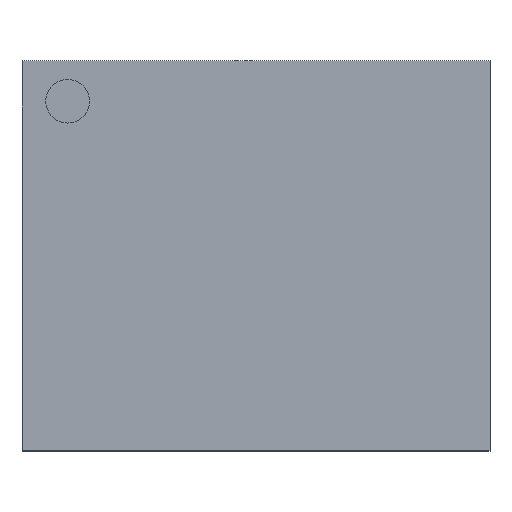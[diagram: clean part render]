
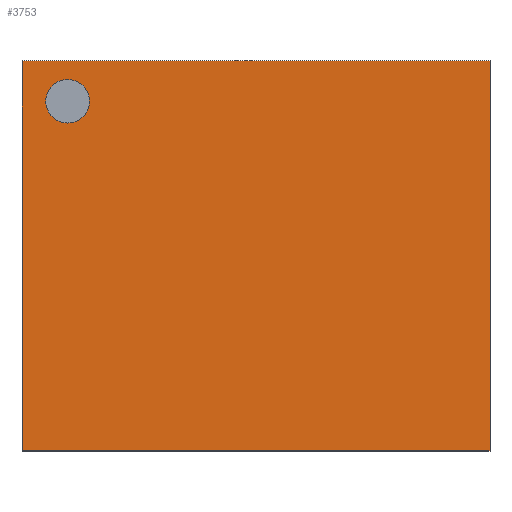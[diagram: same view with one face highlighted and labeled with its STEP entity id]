
A CAD part, top view. The second image highlights one B-rep face of the part: STEP entity #3753.
In plain terms, the highlighted planar face has unit normal (0, 0, 1).
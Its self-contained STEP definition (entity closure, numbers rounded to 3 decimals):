
#134 = DIRECTION ( 'NONE',  ( 1., 0., 0. ) ) ;
#370 = LINE ( 'NONE', #4181, #6578 ) ;
#590 = CARTESIAN_POINT ( 'NONE',  ( -1.207, 0.991, 0.66 ) ) ;
#666 = VERTEX_POINT ( 'NONE', #2109 ) ;
#790 = DIRECTION ( 'NONE',  ( 0., 0., 1. ) ) ;
#829 = VECTOR ( 'NONE', #4548, 1000. ) ;
#896 = CARTESIAN_POINT ( 'NONE',  ( 1.5, 1.25, 0.66 ) ) ;
#950 = ORIENTED_EDGE ( 'NONE', *, *, #1617, .T. ) ;
#1116 = VERTEX_POINT ( 'NONE', #896 ) ;
#1177 = CARTESIAN_POINT ( 'NONE',  ( -1.5, -1.25, 0.66 ) ) ;
#1246 = FACE_BOUND ( 'NONE', #2693, .T. ) ;
#1278 = DIRECTION ( 'NONE',  ( 1., 0., 0. ) ) ;
#1344 = LINE ( 'NONE', #2346, #829 ) ;
#1400 = PLANE ( 'NONE',  #4807 ) ;
#1617 = EDGE_CURVE ( 'NONE', #4176, #666, #370, .T. ) ;
#1697 = ORIENTED_EDGE ( 'NONE', *, *, #3548, .T. ) ;
#1723 = CIRCLE ( 'NONE', #5464, 0.14 ) ;
#1733 = VECTOR ( 'NONE', #134, 1000. ) ;
#1746 = AXIS2_PLACEMENT_3D ( 'NONE', #590, #2171, #4416 ) ;
#1905 = DIRECTION ( 'NONE',  ( 0., -1., 0. ) ) ;
#1910 = EDGE_CURVE ( 'NONE', #1925, #1116, #5826, .T. ) ;
#1925 = VERTEX_POINT ( 'NONE', #5698 ) ;
#1943 = DIRECTION ( 'NONE',  ( 1., 0., 0. ) ) ;
#2109 = CARTESIAN_POINT ( 'NONE',  ( -1.5, -1.25, 0.66 ) ) ;
#2171 = DIRECTION ( 'NONE',  ( 0., 0., 1. ) ) ;
#2346 = CARTESIAN_POINT ( 'NONE',  ( -1.5, 1.25, 0.66 ) ) ;
#2412 = CARTESIAN_POINT ( 'NONE',  ( 1.5, 1.25, 0.66 ) ) ;
#2568 = ORIENTED_EDGE ( 'NONE', *, *, #3011, .F. ) ;
#2693 = EDGE_LOOP ( 'NONE', ( #2568, #6600 ) ) ;
#2782 = VECTOR ( 'NONE', #6277, 1000. ) ;
#3011 = EDGE_CURVE ( 'NONE', #5997, #5782, #5840, .T. ) ;
#3186 = LINE ( 'NONE', #1177, #1733 ) ;
#3310 = EDGE_LOOP ( 'NONE', ( #3568, #1697, #950, #3505 ) ) ;
#3505 = ORIENTED_EDGE ( 'NONE', *, *, #5873, .T. ) ;
#3548 = EDGE_CURVE ( 'NONE', #1116, #4176, #1344, .T. ) ;
#3568 = ORIENTED_EDGE ( 'NONE', *, *, #1910, .T. ) ;
#3753 = ADVANCED_FACE ( 'NONE', ( #1246, #6336 ), #1400, .T. ) ;
#3797 = CARTESIAN_POINT ( 'NONE',  ( -1.348, 0.991, 0.66 ) ) ;
#4176 = VERTEX_POINT ( 'NONE', #6527 ) ;
#4181 = CARTESIAN_POINT ( 'NONE',  ( -1.5, 1.25, 0.66 ) ) ;
#4416 = DIRECTION ( 'NONE',  ( 1., 0., 0. ) ) ;
#4548 = DIRECTION ( 'NONE',  ( -1., 0., 0. ) ) ;
#4807 = AXIS2_PLACEMENT_3D ( 'NONE', #5263, #790, #1943 ) ;
#5152 = DIRECTION ( 'NONE',  ( 0., 0., 1. ) ) ;
#5263 = CARTESIAN_POINT ( 'NONE',  ( 0., 0., 0.66 ) ) ;
#5464 = AXIS2_PLACEMENT_3D ( 'NONE', #5692, #5152, #1278 ) ;
#5692 = CARTESIAN_POINT ( 'NONE',  ( -1.207, 0.991, 0.66 ) ) ;
#5698 = CARTESIAN_POINT ( 'NONE',  ( 1.5, -1.25, 0.66 ) ) ;
#5782 = VERTEX_POINT ( 'NONE', #3797 ) ;
#5826 = LINE ( 'NONE', #2412, #2782 ) ;
#5840 = CIRCLE ( 'NONE', #1746, 0.14 ) ;
#5873 = EDGE_CURVE ( 'NONE', #666, #1925, #3186, .T. ) ;
#5997 = VERTEX_POINT ( 'NONE', #6591 ) ;
#6162 = EDGE_CURVE ( 'NONE', #5782, #5997, #1723, .T. ) ;
#6277 = DIRECTION ( 'NONE',  ( 0., 1., 0. ) ) ;
#6336 = FACE_OUTER_BOUND ( 'NONE', #3310, .T. ) ;
#6527 = CARTESIAN_POINT ( 'NONE',  ( -1.5, 1.25, 0.66 ) ) ;
#6578 = VECTOR ( 'NONE', #1905, 1000. ) ;
#6591 = CARTESIAN_POINT ( 'NONE',  ( -1.067, 0.991, 0.66 ) ) ;
#6600 = ORIENTED_EDGE ( 'NONE', *, *, #6162, .F. ) ;
